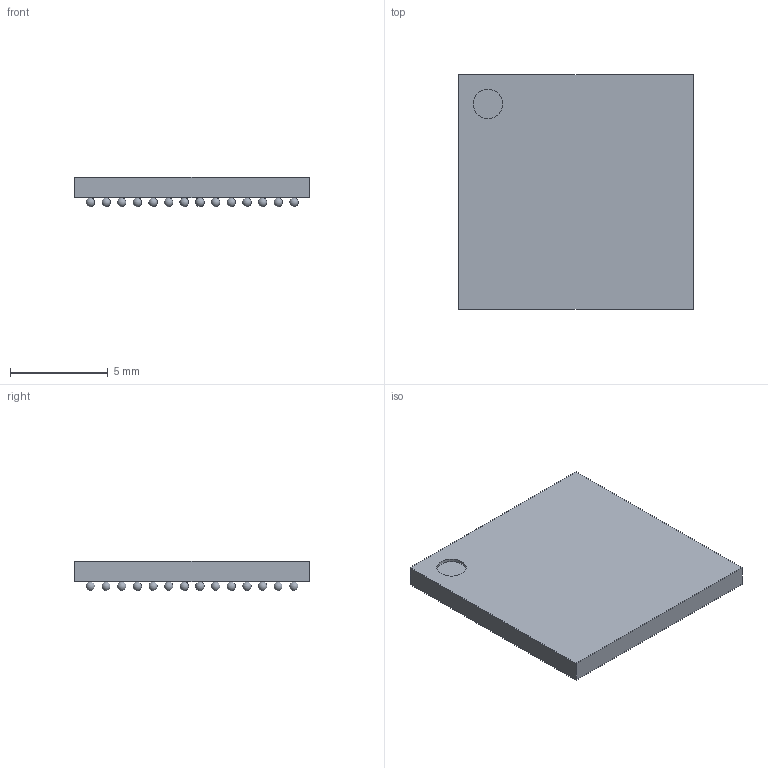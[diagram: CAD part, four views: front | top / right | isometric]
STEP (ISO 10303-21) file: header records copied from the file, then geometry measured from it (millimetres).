
FILE_DESCRIPTION(('FreeCAD Model'),'2;1');
FILE_NAME('11468804.1.1.stp','2022-07-27T05:23:47',( 'Author'),(''),'Open CASCADE STEP processor 6.9','FreeCAD','Unknown' );
FILE_SCHEMA(('AUTOMOTIVE_DESIGN { 1 0 10303 214 1 1 1 1 }'));
Length unit declared in the file: millimetre
Products named in the file (161): ASSEMBLY; A1; A2; A3; A4; A5; A6; A7; A8; A9; A10; A11; A12; A13; A14; B1; B3; B4; B5; B6; B7; B8; B9; B10; B11; B12; B13; B14; C1; C2; C13; C14; D1; D2; D4; D5; D6; D7; D8; D9 ...
Assembly tree (160 placements, depth 2):
  ASSEMBLY
    A1
    A2
    A3
    A4
    A5
    A6
    A7
    A8
    A9
    A10
    A11
    A12
    A13
    A14
    B1
    B3
    B4
    B5
    B6
    B7
    B8
    B9
    B10
    B11
    B12
    B13
    B14
    C1
    C2
    C13
    C14
    D1
    D2
    D4
    D5
    D6
    D7
    D8
    D9
    D10
    D11
    D13
    D14
    E1
    E2
    E4
    E5
    E6
    E7
    E8
    E9
    E10
    E11
    E13
    E14
    F1
    F2
    F4
    F5
Bounding box: 12 x 12 x 1.5 mm (x, y, z)
Volume: 158.5 mm3; surface area: 440.3 mm2
Topology: 160 solids, 160 shells, 167 faces, 492 edges, 328 vertices
Faces by surface type: sphere 159, plane 7, cylinder 1
Full cylindrical faces by diameter (mm): 1.5 x1
Entity records: 6796 total; most frequent: DIRECTION 703, CARTESIAN_POINT 542, AXIS2_PLACEMENT_3D 330, PRODUCT_DEFINITION_SHAPE 321, VERTEX_POINT 169, FACE_BOUND 168, ADVANCED_FACE 167, SHAPE_DEFINITION_REPRESENTATION 161
